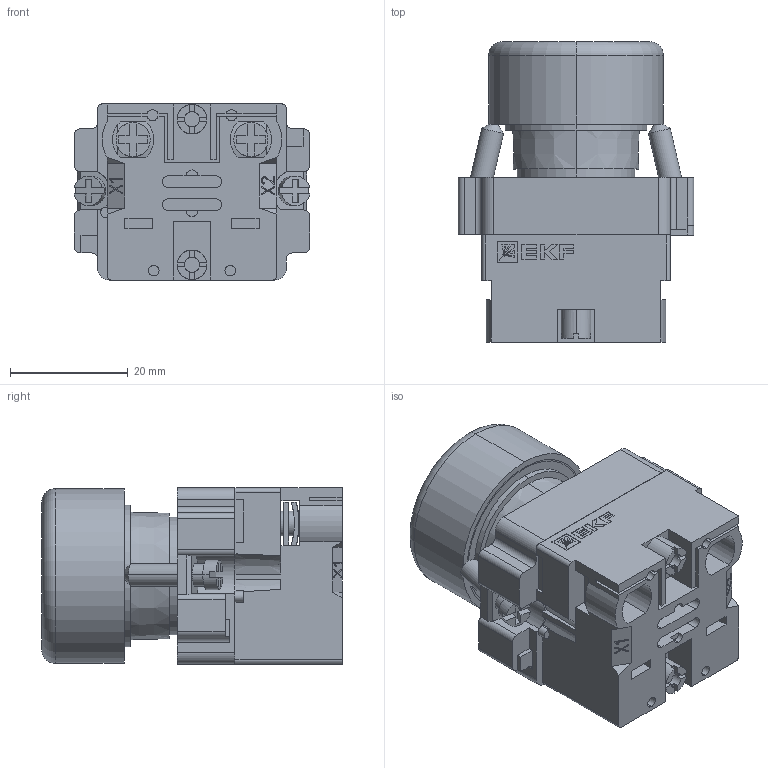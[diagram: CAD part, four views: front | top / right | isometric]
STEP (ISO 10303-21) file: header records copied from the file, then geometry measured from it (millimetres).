
FILE_DESCRIPTION (( 'STEP AP203' ), '1' );
FILE_NAME ('XB2-BV63(64-65-66).ÃÌ Ëàìïà ñèãíàëüíàÿ BV63(64-65-66) EKF.STEP', '2025-07-14T08:22:50', ( '' ), ( '' ), 'SwSTEP 2.0', 'SolidWorks 2021', '' );
FILE_SCHEMA (( 'CONFIG_CONTROL_DESIGN' ));
Length unit declared in the file: millimetre
Products named in the file (1): XB2-BV63(64-65-66).ÃÌ Ëàìïà ñèãíàëüíàÿ BV63(64-65-66) EKF
Bounding box: 40.01 x 51 x 29.9 mm (x, y, z)
Volume: 35881.8 mm3; surface area: 19053.8 mm2
Topology: 12 solids, 12 shells, 528 faces, 1399 edges, 928 vertices
Faces by surface type: plane 345, cylinder 105, bspline 62, cone 12, torus 4
Entity records: 17525 total; most frequent: CARTESIAN_POINT 4549, ORIENTED_EDGE 2798, DIRECTION 2450, EDGE_CURVE 1399, LINE 964, VECTOR 964, VERTEX_POINT 928, AXIS2_PLACEMENT_3D 743
